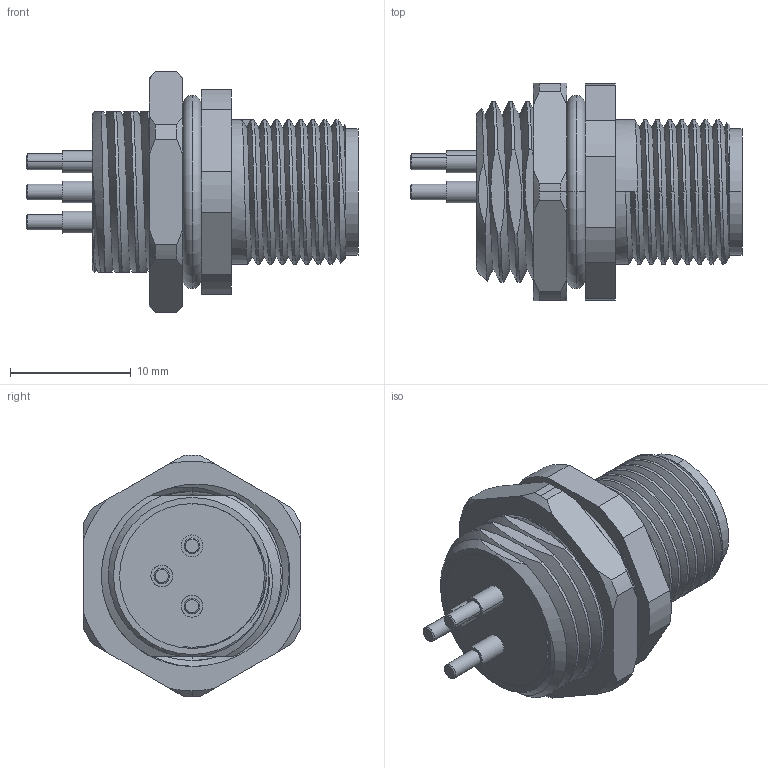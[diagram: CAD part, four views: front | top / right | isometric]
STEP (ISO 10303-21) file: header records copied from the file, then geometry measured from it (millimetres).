
FILE_DESCRIPTION (( 'STEP AP203' ), '1' );
FILE_NAME ('54-00457.STEP', '2025-03-18T21:38:24', ( '' ), ( '' ), 'SwSTEP 2.0', 'SolidWorks 2021', '' );
FILE_SCHEMA (( 'CONFIG_CONTROL_DESIGN' ));
Length unit declared in the file: millimetre
Products named in the file (6): 54-00457-01___; 54-00457-03___; 54-00457-05___; 54-00457-04___; 54-00457; 54-00457-02
Assembly tree (7 placements, depth 2):
  54-00457
    54-00457-01___
    54-00457-02
    54-00457-03___  x3
    54-00457-04___
    54-00457-05___
Bounding box: 27.5 x 18 x 20 mm (x, y, z)
Volume: 3023.5 mm3; surface area: 5705.1 mm2
Topology: 8 solids, 8 shells, 303 faces, 751 edges, 488 vertices
Faces by surface type: cylinder 141, plane 80, cone 44, torus 22, bspline 10, sphere 6
Entity records: 12143 total; most frequent: CARTESIAN_POINT 5802, ORIENTED_EDGE 1242, DIRECTION 1140, EDGE_CURVE 621, AXIS2_PLACEMENT_3D 456, VERTEX_POINT 406, EDGE_LOOP 277, FACE_OUTER_BOUND 243
